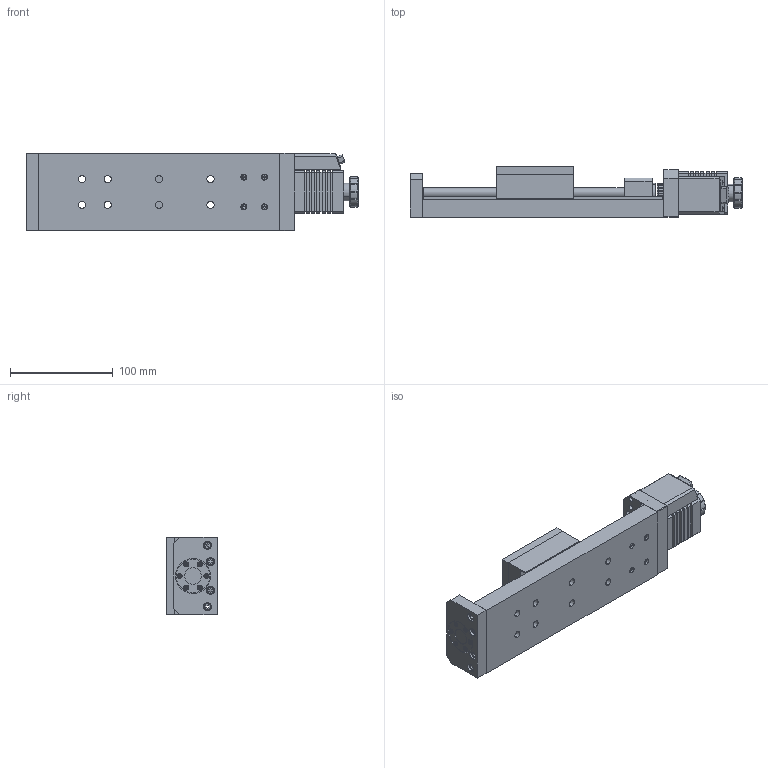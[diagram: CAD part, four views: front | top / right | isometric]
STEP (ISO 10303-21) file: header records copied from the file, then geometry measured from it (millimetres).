
FILE_DESCRIPTION (( 'STEP AP214' ), '1' );
FILE_NAME ('GCD-202150M-三维外形图-20161222.STEP', '2016-12-30T06:11:11', ( 'd' ), ( '' ), 'SwSTEP 2.0', 'SolidWorks 2012', '' );
FILE_SCHEMA (( 'AUTOMOTIVE_DESIGN' ));
Length unit declared in the file: millimetre
Products named in the file (1): GCD-202150M-三维外形图-20161222
Bounding box: 323 x 50 x 75 mm (x, y, z)
Surface area: 150680.8 mm2 (no closed solid volume)
Topology: 0 solids, 94 shells, 803 faces, 2521 edges, 1789 vertices
Faces by surface type: plane 421, cylinder 304, torus 54, cone 24
Entity records: 38888 total; most frequent: CARTESIAN_POINT 7240, DIRECTION 4937, ORIENTED_EDGE 4060, EDGE_CURVE 2503, AXIS2_PLACEMENT_3D 1822, VERTEX_POINT 1789, LINE 1293, VECTOR 1293
